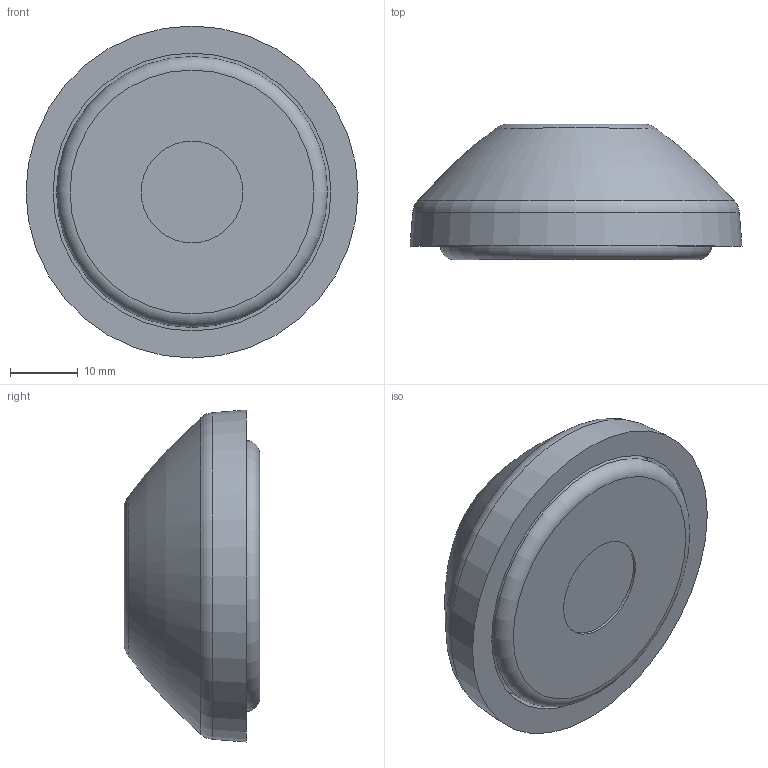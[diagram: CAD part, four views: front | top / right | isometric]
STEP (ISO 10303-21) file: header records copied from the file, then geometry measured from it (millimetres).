
FILE_DESCRIPTION(/* description */ ('STEP AP214'),/* implementation_level */ '2;1');
FILE_NAME(/* name */ '098D050ZSG',/* time_stamp */ '2022-07-14T16:36:41+02:00',/* author */ ('License CC BY-ND 4.0'),/* organization */ ('CADENAS'),/* preprocessor_version */ 'ST-DEVELOPER v18.102',/* originating_system */ 'PARTsolutions',/* authorisation */ ' ');
FILE_SCHEMA (('AUTOMOTIVE_DESIGN {1 0 10303 214 3 1 1}'));
Length unit declared in the file: millimetre
Products named in the file (1): 098D050ZSG
Bounding box: 49 x 20 x 49 mm (x, y, z)
Volume: 24480.5 mm3; surface area: 6915 mm2
Topology: 1 solids, 1 shells, 16 faces, 28 edges, 17 vertices
Faces by surface type: torus 5, plane 5, cylinder 3, cone 2, sphere 1
Full cylindrical faces by diameter (mm): 15 x1, 40 x1, 41 x1
Entity records: 450 total; most frequent: DIRECTION 64, CARTESIAN_POINT 47, AXIS2_PLACEMENT_3D 32, ORIENTED_EDGE 30, EDGE_LOOP 30, FACE_BOUND 30, STYLED_ITEM 16, PRESENTATION_STYLE_ASSIGNMENT 16
